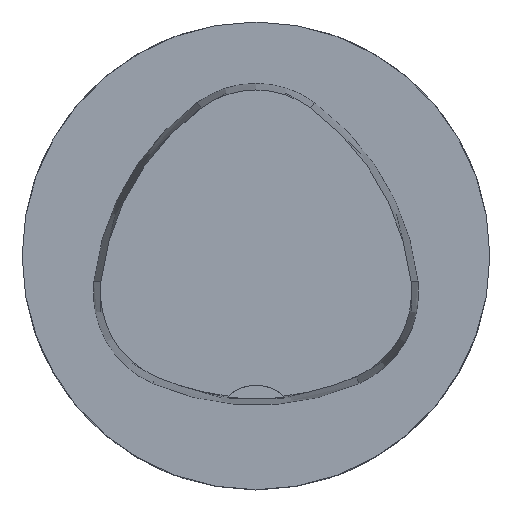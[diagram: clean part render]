
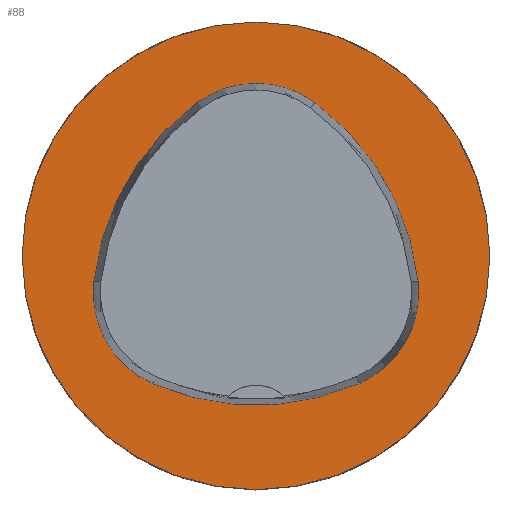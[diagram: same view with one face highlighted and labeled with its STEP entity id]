
A CAD part, top view. The second image highlights one B-rep face of the part: STEP entity #88.
In plain terms, the highlighted planar face has unit normal (0, 0, 1).
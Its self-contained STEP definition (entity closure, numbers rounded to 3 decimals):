
#33=PLANE('',#483);
#88=ADVANCED_FACE('',(#168,#169),#33,.T.);
#168=FACE_BOUND('',#189,.T.);
#169=FACE_BOUND('',#190,.T.);
#189=EDGE_LOOP('',(#266,#267,#268,#269,#270,#271));
#190=EDGE_LOOP('',(#272));
#266=ORIENTED_EDGE('',*,*,#393,.T.);
#267=ORIENTED_EDGE('',*,*,#373,.T.);
#268=ORIENTED_EDGE('',*,*,#377,.T.);
#269=ORIENTED_EDGE('',*,*,#380,.T.);
#270=ORIENTED_EDGE('',*,*,#383,.T.);
#271=ORIENTED_EDGE('',*,*,#391,.T.);
#272=ORIENTED_EDGE('',*,*,#364,.F.);
#327=VERTEX_POINT('',#671);
#336=VERTEX_POINT('',#690);
#337=VERTEX_POINT('',#691);
#340=VERTEX_POINT('',#699);
#342=VERTEX_POINT('',#705);
#344=VERTEX_POINT('',#711);
#351=VERTEX_POINT('',#732);
#364=EDGE_CURVE('',#327,#327,#409,.T.);
#373=EDGE_CURVE('',#336,#337,#410,.T.);
#377=EDGE_CURVE('',#337,#340,#412,.T.);
#380=EDGE_CURVE('',#340,#342,#414,.T.);
#383=EDGE_CURVE('',#342,#344,#416,.T.);
#391=EDGE_CURVE('',#344,#351,#420,.T.);
#393=EDGE_CURVE('',#351,#336,#422,.T.);
#409=CIRCLE('',#455,40.);
#410=CIRCLE('',#461,44.);
#412=CIRCLE('',#464,17.);
#414=CIRCLE('',#467,44.);
#416=CIRCLE('',#470,17.);
#420=CIRCLE('',#475,44.);
#422=CIRCLE('',#478,17.);
#455=AXIS2_PLACEMENT_3D('',#670,#528,#529);
#461=AXIS2_PLACEMENT_3D('',#689,#544,#545);
#464=AXIS2_PLACEMENT_3D('',#698,#552,#553);
#467=AXIS2_PLACEMENT_3D('',#704,#559,#560);
#470=AXIS2_PLACEMENT_3D('',#710,#566,#567);
#475=AXIS2_PLACEMENT_3D('',#733,#578,#579);
#478=AXIS2_PLACEMENT_3D('',#736,#584,#585);
#483=AXIS2_PLACEMENT_3D('',#741,#594,#595);
#528=DIRECTION('',(0.,0.,-1.));
#529=DIRECTION('',(-1.,0.,0.));
#544=DIRECTION('',(0.,0.,-1.));
#545=DIRECTION('',(-1.,0.,0.));
#552=DIRECTION('',(0.,0.,-1.));
#553=DIRECTION('',(-1.,0.,0.));
#559=DIRECTION('',(0.,0.,-1.));
#560=DIRECTION('',(-1.,0.,0.));
#566=DIRECTION('',(0.,0.,-1.));
#567=DIRECTION('',(-1.,0.,0.));
#578=DIRECTION('',(0.,0.,-1.));
#579=DIRECTION('',(-1.,0.,0.));
#584=DIRECTION('',(0.,0.,-1.));
#585=DIRECTION('',(-1.,0.,0.));
#594=DIRECTION('',(0.,0.,1.));
#595=DIRECTION('',(1.,0.,0.));
#670=CARTESIAN_POINT('',(0.,0.,0.));
#671=CARTESIAN_POINT('',(-40.,0.,0.));
#689=CARTESIAN_POINT('',(16.01,-9.224,0.));
#690=CARTESIAN_POINT('',(-27.722,-4.378,0.));
#691=CARTESIAN_POINT('',(-10.119,26.178,0.));
#698=CARTESIAN_POINT('',(-0.023,12.5,0.));
#699=CARTESIAN_POINT('',(10.049,26.194,0.));
#704=CARTESIAN_POINT('',(-16.021,-9.25,0.));
#705=CARTESIAN_POINT('',(27.71,-4.394,0.));
#710=CARTESIAN_POINT('',(10.814,-6.27,0.));
#711=CARTESIAN_POINT('',(17.611,-21.852,0.));
#732=CARTESIAN_POINT('',(-17.652,-21.819,0.));
#733=CARTESIAN_POINT('',(0.017,18.477,0.));
#736=CARTESIAN_POINT('',(-10.825,-6.25,0.));
#741=CARTESIAN_POINT('',(0.,0.,0.));
